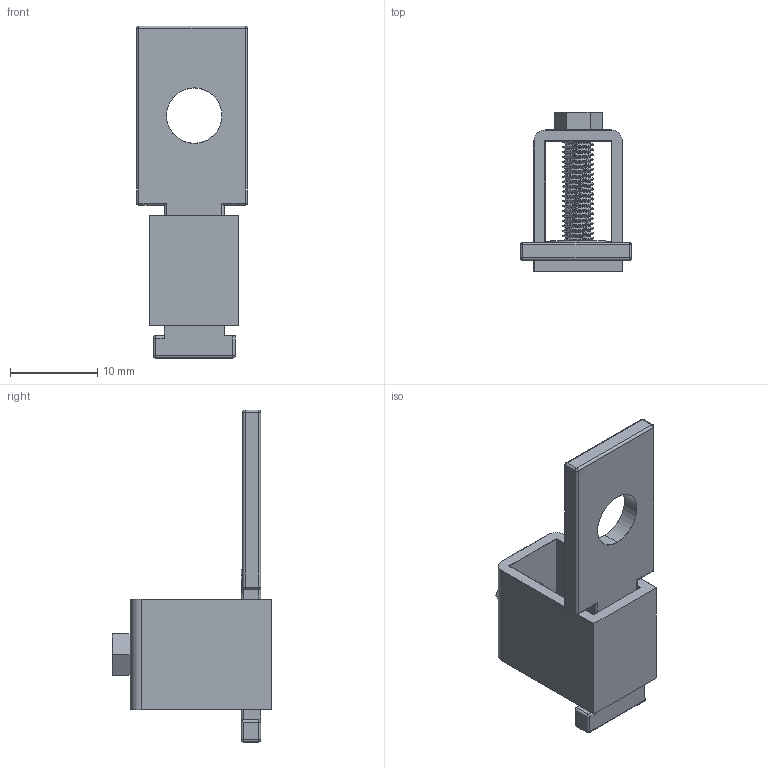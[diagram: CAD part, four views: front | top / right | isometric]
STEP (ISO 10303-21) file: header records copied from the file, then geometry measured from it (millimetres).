
FILE_DESCRIPTION (( 'STEP AP214' ), '1' );
FILE_NAME ('B00B5WAH2S.3D.STP', '2013-11-25T11:31:41', ( '' ), ( '' ), 'SwSTEP 2.0', 'SolidWorks 2012', '' );
FILE_SCHEMA (( 'AUTOMOTIVE_DESIGN' ));
Length unit declared in the file: inch
Products named in the file (1): B00B5WAH2S.3D
Bounding box: 12.7 x 18.29 x 38.1 mm (x, y, z)
Volume: 1637.5 mm3; surface area: 2384.7 mm2
Topology: 2 solids, 2 shells, 177 faces, 453 edges, 263 vertices
Faces by surface type: cylinder 105, plane 38, sphere 19, torus 10, bspline 3, cone 2
Entity records: 8278 total; most frequent: CARTESIAN_POINT 4304, ORIENTED_EDGE 868, DIRECTION 799, EDGE_CURVE 434, AXIS2_PLACEMENT_3D 300, VERTEX_POINT 263, LINE 199, VECTOR 199
